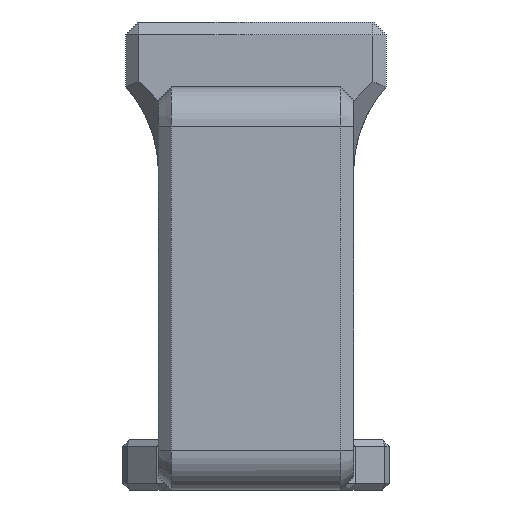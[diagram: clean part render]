
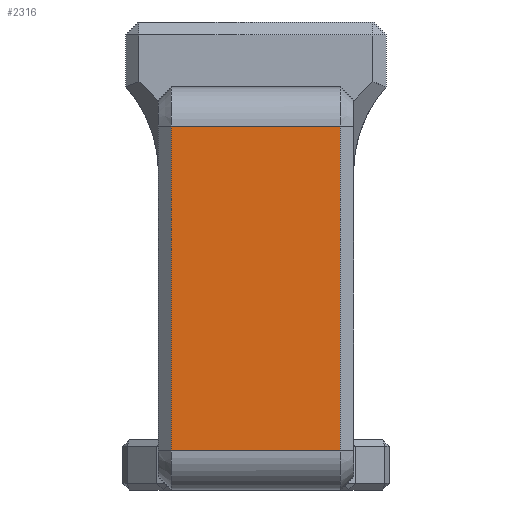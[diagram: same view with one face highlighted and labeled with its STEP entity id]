
A CAD part, left-side view. The second image highlights one B-rep face of the part: STEP entity #2316.
In plain terms, the highlighted planar face has unit normal (-1, 0, 0).
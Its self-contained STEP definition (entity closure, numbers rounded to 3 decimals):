
#201=PLANE('',#2511);
#344=FACE_OUTER_BOUND('',#496,.T.);
#496=EDGE_LOOP('',(#2140,#2141,#2142,#2143));
#698=LINE('',#3642,#962);
#734=LINE('',#3741,#998);
#742=LINE('',#3763,#1006);
#743=LINE('',#3765,#1007);
#962=VECTOR('',#2958,10.);
#998=VECTOR('',#3064,10.);
#1006=VECTOR('',#3096,10.);
#1007=VECTOR('',#3099,10.);
#1169=VERTEX_POINT('',#3633);
#1171=VERTEX_POINT('',#3640);
#1198=VERTEX_POINT('',#3735);
#1199=VERTEX_POINT('',#3739);
#1441=EDGE_CURVE('',#1171,#1169,#698,.T.);
#1492=EDGE_CURVE('',#1199,#1198,#734,.T.);
#1503=EDGE_CURVE('',#1169,#1199,#742,.T.);
#1504=EDGE_CURVE('',#1198,#1171,#743,.T.);
#2140=ORIENTED_EDGE('',*,*,#1441,.F.);
#2141=ORIENTED_EDGE('',*,*,#1504,.F.);
#2142=ORIENTED_EDGE('',*,*,#1492,.F.);
#2143=ORIENTED_EDGE('',*,*,#1503,.F.);
#2316=ADVANCED_FACE('',(#344),#201,.T.);
#2511=AXIS2_PLACEMENT_3D('',#3815,#3160,#3161);
#2958=DIRECTION('',(0.,0.,1.));
#3064=DIRECTION('',(0.,0.,-1.));
#3096=DIRECTION('',(0.,-1.,0.));
#3099=DIRECTION('',(0.,1.,0.));
#3160=DIRECTION('center_axis',(-1.,0.,0.));
#3161=DIRECTION('ref_axis',(0.,0.,1.));
#3633=CARTESIAN_POINT('',(-11.44,6.5,28.));
#3640=CARTESIAN_POINT('',(-11.44,6.5,3.));
#3642=CARTESIAN_POINT('',(-11.44,6.5,7.75));
#3735=CARTESIAN_POINT('',(-11.44,-6.5,3.));
#3739=CARTESIAN_POINT('',(-11.44,-6.5,28.));
#3741=CARTESIAN_POINT('',(-11.44,-6.5,7.75));
#3763=CARTESIAN_POINT('',(-11.44,0.,28.));
#3765=CARTESIAN_POINT('',(-11.44,0.,3.));
#3815=CARTESIAN_POINT('Origin',(-11.44,0.,0.));
